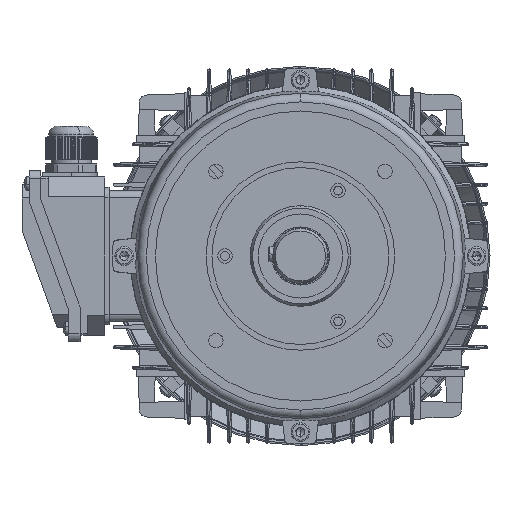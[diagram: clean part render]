
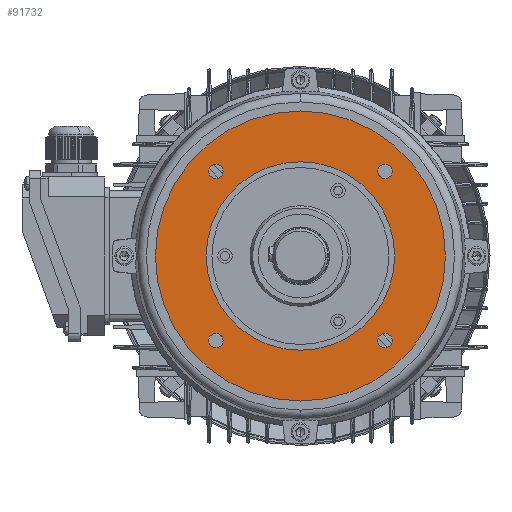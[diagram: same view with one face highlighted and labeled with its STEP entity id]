
A CAD part, left-side view. The second image highlights one B-rep face of the part: STEP entity #91732.
In plain terms, the highlighted planar face has unit normal (-1, 0, 0).
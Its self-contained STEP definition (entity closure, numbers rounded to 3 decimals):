
#88282 = EDGE_CURVE ( 'NONE', #88284, #88287, #145237, .T. ) ;
#88284 = VERTEX_POINT ( 'NONE', #145225 ) ;
#88287 = VERTEX_POINT ( 'NONE', #145214 ) ;
#88307 = EDGE_CURVE ( 'NONE', #88309, #88310, #145353, .T. ) ;
#88309 = VERTEX_POINT ( 'NONE', #145346 ) ;
#88310 = VERTEX_POINT ( 'NONE', #145345 ) ;
#88341 = EDGE_CURVE ( 'NONE', #88342, #88344, #145456, .T. ) ;
#88342 = VERTEX_POINT ( 'NONE', #145448 ) ;
#88344 = VERTEX_POINT ( 'NONE', #145446 ) ;
#88367 = EDGE_CURVE ( 'NONE', #88369, #88371, #145584, .T. ) ;
#88369 = VERTEX_POINT ( 'NONE', #145574 ) ;
#88371 = VERTEX_POINT ( 'NONE', #145673 ) ;
#89381 = VERTEX_POINT ( 'NONE', #150533 ) ;
#89385 = EDGE_CURVE ( 'NONE', #89386, #89381, #150529, .T. ) ;
#89386 = VERTEX_POINT ( 'NONE', #150647 ) ;
#89426 = EDGE_CURVE ( 'NONE', #89428, #89429, #150820, .T. ) ;
#89428 = VERTEX_POINT ( 'NONE', #150805 ) ;
#89429 = VERTEX_POINT ( 'NONE', #150803 ) ;
#91692 = ORIENTED_EDGE ( 'NONE', *, *, #91874, .T. ) ;
#91721 = EDGE_CURVE ( 'NONE', #89429, #89428, #159779, .T. ) ;
#91732 = ADVANCED_FACE ( 'NONE', ( #159859, #159854, #159852, #159850, #159849, #159848 ), #159847, .F. ) ;
#91736 = EDGE_LOOP ( 'NONE', ( #91780, #91788 ) ) ;
#91758 = EDGE_LOOP ( 'NONE', ( #91762, #91766 ) ) ;
#91762 = ORIENTED_EDGE ( 'NONE', *, *, #89385, .T. ) ;
#91766 = ORIENTED_EDGE ( 'NONE', *, *, #91770, .T. ) ;
#91770 = EDGE_CURVE ( 'NONE', #89381, #89386, #159900, .T. ) ;
#91780 = ORIENTED_EDGE ( 'NONE', *, *, #91783, .T. ) ;
#91783 = EDGE_CURVE ( 'NONE', #88287, #88284, #159982, .T. ) ;
#91788 = ORIENTED_EDGE ( 'NONE', *, *, #88282, .T. ) ;
#91793 = EDGE_LOOP ( 'NONE', ( #91796, #91804 ) ) ;
#91796 = ORIENTED_EDGE ( 'NONE', *, *, #91799, .T. ) ;
#91799 = EDGE_CURVE ( 'NONE', #88344, #88342, #160037, .T. ) ;
#91804 = ORIENTED_EDGE ( 'NONE', *, *, #88341, .T. ) ;
#91807 = EDGE_LOOP ( 'NONE', ( #91812, #91817 ) ) ;
#91812 = ORIENTED_EDGE ( 'NONE', *, *, #91814, .T. ) ;
#91814 = EDGE_CURVE ( 'NONE', #88310, #88309, #160015, .T. ) ;
#91817 = ORIENTED_EDGE ( 'NONE', *, *, #88307, .T. ) ;
#91819 = EDGE_LOOP ( 'NONE', ( #91692, #91877 ) ) ;
#91874 = EDGE_CURVE ( 'NONE', #88371, #88369, #160134, .T. ) ;
#91877 = ORIENTED_EDGE ( 'NONE', *, *, #88367, .T. ) ;
#91878 = EDGE_LOOP ( 'NONE', ( #91882, #91887 ) ) ;
#91882 = ORIENTED_EDGE ( 'NONE', *, *, #89426, .F. ) ;
#91887 = ORIENTED_EDGE ( 'NONE', *, *, #91721, .F. ) ;
#145214 = CARTESIAN_POINT ( 'NONE',  ( 3.5, -58.336, 53.336 ) ) ;
#145225 = CARTESIAN_POINT ( 'NONE',  ( 3.5, -58.336, 63.336 ) ) ;
#145229 = DIRECTION ( 'NONE',  ( 0., 0., -1. ) ) ;
#145231 = DIRECTION ( 'NONE',  ( 1., 0., 0. ) ) ;
#145234 = CARTESIAN_POINT ( 'NONE',  ( 3.5, -58.336, 58.336 ) ) ;
#145236 = AXIS2_PLACEMENT_3D ( 'NONE', #145234, #145231, #145229 ) ;
#145237 = CIRCLE ( 'NONE', #145236, 5. ) ;
#145345 = CARTESIAN_POINT ( 'NONE',  ( 3.5, 58.336, -63.336 ) ) ;
#145346 = CARTESIAN_POINT ( 'NONE',  ( 3.5, 58.336, -53.336 ) ) ;
#145347 = DIRECTION ( 'NONE',  ( 0., 0., -1. ) ) ;
#145349 = DIRECTION ( 'NONE',  ( 1., 0., 0. ) ) ;
#145350 = AXIS2_PLACEMENT_3D ( 'NONE', #145370, #145349, #145347 ) ;
#145353 = CIRCLE ( 'NONE', #145350, 5. ) ;
#145370 = CARTESIAN_POINT ( 'NONE',  ( 3.5, 58.336, -58.336 ) ) ;
#145446 = CARTESIAN_POINT ( 'NONE',  ( 3.5, -58.336, -63.336 ) ) ;
#145448 = CARTESIAN_POINT ( 'NONE',  ( 3.5, -58.336, -53.336 ) ) ;
#145449 = DIRECTION ( 'NONE',  ( 0., 0., -1. ) ) ;
#145451 = DIRECTION ( 'NONE',  ( 1., 0., 0. ) ) ;
#145453 = CARTESIAN_POINT ( 'NONE',  ( 3.5, -58.336, -58.336 ) ) ;
#145455 = AXIS2_PLACEMENT_3D ( 'NONE', #145453, #145451, #145449 ) ;
#145456 = CIRCLE ( 'NONE', #145455, 5. ) ;
#145574 = CARTESIAN_POINT ( 'NONE',  ( 3.5, 58.336, 63.336 ) ) ;
#145576 = DIRECTION ( 'NONE',  ( 0., 0., -1. ) ) ;
#145578 = DIRECTION ( 'NONE',  ( 1., 0., 0. ) ) ;
#145580 = CARTESIAN_POINT ( 'NONE',  ( 3.5, 58.336, 58.336 ) ) ;
#145582 = AXIS2_PLACEMENT_3D ( 'NONE', #145580, #145578, #145576 ) ;
#145584 = CIRCLE ( 'NONE', #145582, 5. ) ;
#145673 = CARTESIAN_POINT ( 'NONE',  ( 3.5, 58.336, 53.336 ) ) ;
#150523 = DIRECTION ( 'NONE',  ( 0., 0., 1. ) ) ;
#150525 = DIRECTION ( 'NONE',  ( -1., 0., 0. ) ) ;
#150527 = CARTESIAN_POINT ( 'NONE',  ( 3.5, 0., 0. ) ) ;
#150528 = AXIS2_PLACEMENT_3D ( 'NONE', #150527, #150525, #150523 ) ;
#150529 = CIRCLE ( 'NONE', #150528, 100. ) ;
#150533 = CARTESIAN_POINT ( 'NONE',  ( 3.5, 0., -100. ) ) ;
#150647 = CARTESIAN_POINT ( 'NONE',  ( 3.5, 0., 100. ) ) ;
#150803 = CARTESIAN_POINT ( 'NONE',  ( 3.5, 0., -65. ) ) ;
#150805 = CARTESIAN_POINT ( 'NONE',  ( 3.5, 0., 65. ) ) ;
#150807 = DIRECTION ( 'NONE',  ( 0., 0., 1. ) ) ;
#150809 = DIRECTION ( 'NONE',  ( -1., 0., 0. ) ) ;
#150812 = CARTESIAN_POINT ( 'NONE',  ( 3.5, 0., 0. ) ) ;
#150814 = AXIS2_PLACEMENT_3D ( 'NONE', #150812, #150809, #150807 ) ;
#150820 = CIRCLE ( 'NONE', #150814, 65. ) ;
#159773 = DIRECTION ( 'NONE',  ( 0., 0., 1. ) ) ;
#159775 = DIRECTION ( 'NONE',  ( -1., 0., 0. ) ) ;
#159777 = AXIS2_PLACEMENT_3D ( 'NONE', #159797, #159775, #159773 ) ;
#159779 = CIRCLE ( 'NONE', #159777, 65. ) ;
#159797 = CARTESIAN_POINT ( 'NONE',  ( 3.5, 0., 0. ) ) ;
#159837 = DIRECTION ( 'NONE',  ( 0., 0., -1. ) ) ;
#159838 = DIRECTION ( 'NONE',  ( 1., 0., 0. ) ) ;
#159839 = AXIS2_PLACEMENT_3D ( 'NONE', #159846, #159838, #159837 ) ;
#159846 = CARTESIAN_POINT ( 'NONE',  ( 3.5, 65., 0. ) ) ;
#159847 = PLANE ( 'NONE',  #159839 ) ;
#159848 = FACE_OUTER_BOUND ( 'NONE', #91758, .T. ) ;
#159849 = FACE_BOUND ( 'NONE', #91878, .T. ) ;
#159850 = FACE_BOUND ( 'NONE', #91819, .T. ) ;
#159852 = FACE_BOUND ( 'NONE', #91807, .T. ) ;
#159854 = FACE_BOUND ( 'NONE', #91793, .T. ) ;
#159859 = FACE_BOUND ( 'NONE', #91736, .T. ) ;
#159894 = DIRECTION ( 'NONE',  ( 0., 0., 1. ) ) ;
#159895 = DIRECTION ( 'NONE',  ( -1., 0., 0. ) ) ;
#159897 = CARTESIAN_POINT ( 'NONE',  ( 3.5, 0., 0. ) ) ;
#159899 = AXIS2_PLACEMENT_3D ( 'NONE', #159897, #159895, #159894 ) ;
#159900 = CIRCLE ( 'NONE', #159899, 100. ) ;
#159948 = CARTESIAN_POINT ( 'NONE',  ( 3.5, -58.336, -58.336 ) ) ;
#159969 = DIRECTION ( 'NONE',  ( 0., 0., -1. ) ) ;
#159971 = DIRECTION ( 'NONE',  ( 1., 0., 0. ) ) ;
#159972 = CARTESIAN_POINT ( 'NONE',  ( 3.5, -58.336, 58.336 ) ) ;
#159973 = AXIS2_PLACEMENT_3D ( 'NONE', #159972, #159971, #159969 ) ;
#159982 = CIRCLE ( 'NONE', #159973, 5. ) ;
#160001 = DIRECTION ( 'NONE',  ( 0., 0., -1. ) ) ;
#160002 = DIRECTION ( 'NONE',  ( 1., 0., 0. ) ) ;
#160003 = CARTESIAN_POINT ( 'NONE',  ( 3.5, 58.336, -58.336 ) ) ;
#160005 = AXIS2_PLACEMENT_3D ( 'NONE', #160003, #160002, #160001 ) ;
#160015 = CIRCLE ( 'NONE', #160005, 5. ) ;
#160032 = DIRECTION ( 'NONE',  ( 0., 0., -1. ) ) ;
#160034 = DIRECTION ( 'NONE',  ( 1., 0., 0. ) ) ;
#160036 = AXIS2_PLACEMENT_3D ( 'NONE', #159948, #160034, #160032 ) ;
#160037 = CIRCLE ( 'NONE', #160036, 5. ) ;
#160123 = DIRECTION ( 'NONE',  ( 0., 0., -1. ) ) ;
#160125 = DIRECTION ( 'NONE',  ( 1., 0., 0. ) ) ;
#160126 = CARTESIAN_POINT ( 'NONE',  ( 3.5, 58.336, 58.336 ) ) ;
#160127 = AXIS2_PLACEMENT_3D ( 'NONE', #160126, #160125, #160123 ) ;
#160134 = CIRCLE ( 'NONE', #160127, 5. ) ;
